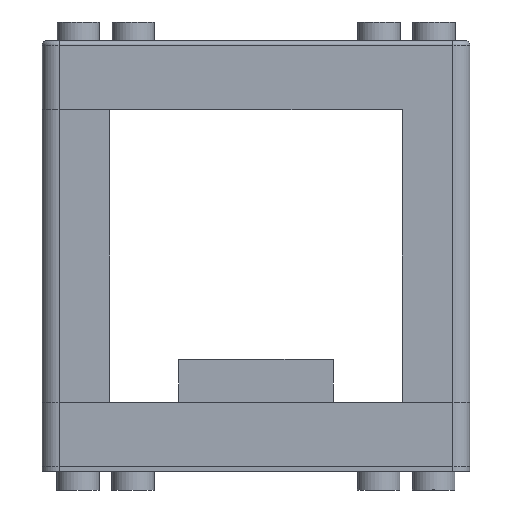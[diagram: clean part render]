
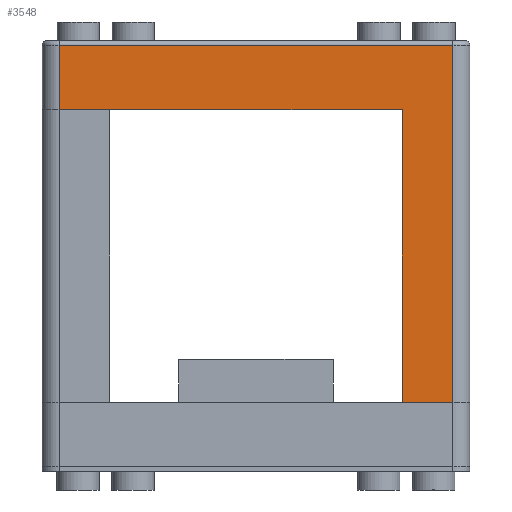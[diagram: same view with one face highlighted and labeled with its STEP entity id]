
A CAD part, front view. The second image highlights one B-rep face of the part: STEP entity #3548.
In plain terms, the highlighted face is planar.
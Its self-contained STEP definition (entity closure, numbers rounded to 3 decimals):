
#503=FACE_OUTER_BOUND('',#732,.T.);
#732=EDGE_LOOP('',(#2850,#2851,#2852,#2853,#2854,#2855));
#1025=LINE('',#5772,#1356);
#1027=LINE('',#5781,#1358);
#1029=LINE('',#5787,#1360);
#1036=LINE('',#5806,#1367);
#1037=LINE('',#5808,#1368);
#1038=LINE('',#5809,#1369);
#1356=VECTOR('',#4721,10.);
#1358=VECTOR('',#4733,10.);
#1360=VECTOR('',#4739,10.);
#1367=VECTOR('',#4760,10.);
#1368=VECTOR('',#4761,10.);
#1369=VECTOR('',#4762,10.);
#1708=VERTEX_POINT('',#5763);
#1710=VERTEX_POINT('',#5770);
#1711=VERTEX_POINT('',#5775);
#1713=VERTEX_POINT('',#5783);
#1719=VERTEX_POINT('',#5805);
#1720=VERTEX_POINT('',#5807);
#2123=EDGE_CURVE('',#1710,#1708,#1025,.T.);
#2128=EDGE_CURVE('',#1708,#1711,#1027,.T.);
#2131=EDGE_CURVE('',#1711,#1713,#1029,.T.);
#2140=EDGE_CURVE('',#1719,#1710,#1036,.T.);
#2141=EDGE_CURVE('',#1719,#1720,#1037,.T.);
#2142=EDGE_CURVE('',#1713,#1720,#1038,.T.);
#2850=ORIENTED_EDGE('',*,*,#2131,.F.);
#2851=ORIENTED_EDGE('',*,*,#2128,.F.);
#2852=ORIENTED_EDGE('',*,*,#2123,.F.);
#2853=ORIENTED_EDGE('',*,*,#2140,.F.);
#2854=ORIENTED_EDGE('',*,*,#2141,.T.);
#2855=ORIENTED_EDGE('',*,*,#2142,.F.);
#3374=PLANE('',#3957);
#3548=ADVANCED_FACE('',(#503),#3374,.T.);
#3957=AXIS2_PLACEMENT_3D('',#5804,#4758,#4759);
#4721=DIRECTION('',(0.,0.,-1.));
#4733=DIRECTION('',(0.,-1.,0.));
#4739=DIRECTION('',(0.,0.,1.));
#4758=DIRECTION('center_axis',(1.,0.,0.));
#4759=DIRECTION('ref_axis',(0.,1.,0.));
#4760=DIRECTION('',(0.,1.,0.));
#4761=DIRECTION('',(0.,0.,1.));
#4762=DIRECTION('',(0.,1.,0.));
#5763=CARTESIAN_POINT('',(24.9,22.9,0.5));
#5770=CARTESIAN_POINT('',(24.9,22.9,8.));
#5772=CARTESIAN_POINT('',(24.9,22.9,0.));
#5775=CARTESIAN_POINT('',(24.9,-22.9,0.5));
#5781=CARTESIAN_POINT('',(24.9,-12.45,0.5));
#5783=CARTESIAN_POINT('',(24.9,-22.9,42.1));
#5787=CARTESIAN_POINT('',(24.9,-22.9,0.));
#5804=CARTESIAN_POINT('Origin',(24.9,-24.9,0.));
#5805=CARTESIAN_POINT('',(24.9,-17.02,8.));
#5806=CARTESIAN_POINT('',(24.9,24.9,8.));
#5807=CARTESIAN_POINT('',(24.9,-17.02,42.1));
#5808=CARTESIAN_POINT('',(24.9,-17.02,8.));
#5809=CARTESIAN_POINT('',(24.9,-24.9,42.1));
